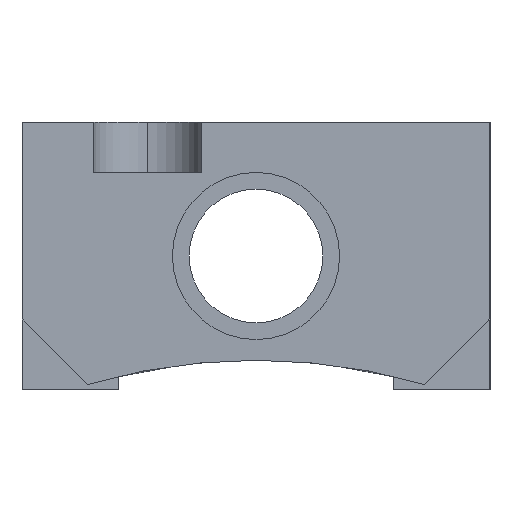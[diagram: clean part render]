
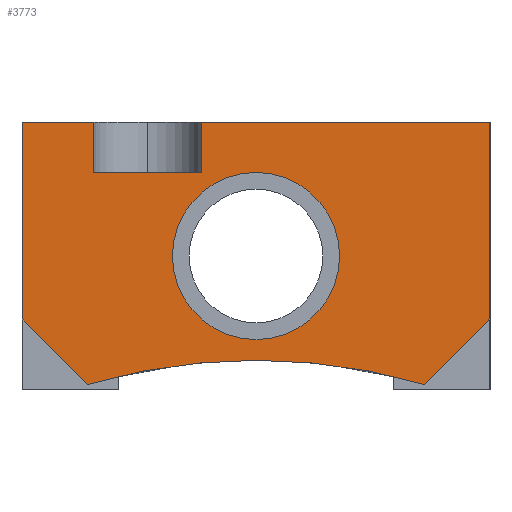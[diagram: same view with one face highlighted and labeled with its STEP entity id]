
A CAD part, left-side view. The second image highlights one B-rep face of the part: STEP entity #3773.
In plain terms, the highlighted planar face has unit normal (-1, 0, 0).
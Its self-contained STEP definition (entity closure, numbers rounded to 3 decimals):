
#1969=CARTESIAN_POINT('POINT85',(-6.906,0.203,0.813));
#1970=VERTEX_POINT('VERTEX85',#1969);
#1971=CARTESIAN_POINT('POINT86',(-6.906,0.609,0.813));
#1972=VERTEX_POINT('VERTEX86',#1971);
#1973=CARTESIAN_POINT('POS104',(-6.906,0.609,0.813));
#1974=DIRECTION('DIR167',(0.,1.,0.));
#1975=VECTOR('VEC41',#1974,1.);
#1976=LINE('STRAIGHT41',#1973,#1975);
#1977=EDGE_CURVE('EDGE111',#1970,#1972,#1976,.T.);
#2042=CARTESIAN_POINT('POINT92',(-6.906,-0.313,0.5));
#2043=VERTEX_POINT('VERTEX92',#2042);
#2050=CARTESIAN_POINT('POINT93',(-6.906,0.313,0.5));
#2051=VERTEX_POINT('VERTEX93',#2050);
#2052=CARTESIAN_POINT('POS113',(-6.906,0.,0.5));
#2053=DIRECTION('DIR179',(-1.,0.,0.));
#2054=DIRECTION('DIR180',(0.,1.,0.));
#2055=AXIS2_PLACEMENT_3D('AXIS67',#2052,#2053,#2054);
#2056=CIRCLE('ELLIPSE35',#2055,0.313);
#2057=EDGE_CURVE('EDGE120',#2043,#2051,#2056,.T.);
#2077=EDGE_CURVE('EDGE122',#2051,#2043,#2056,.T.);
#2710=CARTESIAN_POINT('POINT104',(-6.906,-0.63,
   0.019));
#2711=VERTEX_POINT('VERTEX104',#2710);
#2712=CARTESIAN_POINT('POINT105',(-6.906,-0.875,
   0.264));
#2713=VERTEX_POINT('VERTEX105',#2712);
#2714=CARTESIAN_POINT('POS119',(-6.906,-0.875,
   0.264));
#2715=DIRECTION('DIR187',(0.,-0.707,
   0.707));
#2716=VECTOR('VEC51',#2715,1.);
#2717=LINE('STRAIGHT51',#2714,#2716);
#2718=EDGE_CURVE('EDGE136',#2711,#2713,#2717,.T.);
#2869=CARTESIAN_POINT('POINT112',(-6.906,0.609,1.));
#2870=VERTEX_POINT('VERTEX112',#2869);
#2877=CARTESIAN_POINT('POS133',(-6.906,0.609,0.813));
#2878=DIRECTION('DIR206',(0.,0.,-1.));
#2879=VECTOR('VEC60',#2878,1.);
#2880=LINE('STRAIGHT60',#2877,#2879);
#2881=EDGE_CURVE('EDGE150',#2870,#1972,#2880,.T.);
#2894=CARTESIAN_POINT('POINT113',(-6.906,0.875,
   0.264));
#2895=VERTEX_POINT('VERTEX113',#2894);
#2902=CARTESIAN_POINT('POINT114',(-6.906,0.875,1.));
#2903=VERTEX_POINT('VERTEX114',#2902);
#2904=CARTESIAN_POINT('POS136',(-6.906,0.875,
   0.264));
#2905=DIRECTION('DIR210',(0.,0.,-1.));
#2906=VECTOR('VEC62',#2905,1.);
#2907=LINE('STRAIGHT62',#2904,#2906);
#2908=EDGE_CURVE('EDGE152',#2903,#2895,#2907,.T.);
#3042=CARTESIAN_POINT('POINT120',(-6.906,-0.875,1.));
#3043=VERTEX_POINT('VERTEX120',#3042);
#3050=CARTESIAN_POINT('POS151',(-6.906,-0.875,
   0.264));
#3051=DIRECTION('DIR229',(0.,0.,-1.));
#3052=VECTOR('VEC73',#3051,1.);
#3053=LINE('STRAIGHT73',#3050,#3052);
#3054=EDGE_CURVE('EDGE163',#3043,#2713,#3053,.T.);
#3064=CARTESIAN_POINT('POINT121',(-6.906,0.203,1.));
#3065=VERTEX_POINT('VERTEX121',#3064);
#3074=CARTESIAN_POINT('POS154',(-6.906,0.203,0.813));
#3075=DIRECTION('DIR233',(0.,0.,-1.));
#3076=VECTOR('VEC75',#3075,1.);
#3077=LINE('STRAIGHT75',#3074,#3076);
#3078=EDGE_CURVE('EDGE165',#3065,#1970,#3077,.T.);
#3669=CARTESIAN_POINT('POINT149',(-6.906,0.63,
   0.019));
#3670=VERTEX_POINT('VERTEX149',#3669);
#3671=CARTESIAN_POINT('POS214',(-6.906,0.875,
   0.264));
#3672=DIRECTION('DIR322',(0.,0.707,
   0.707));
#3673=VECTOR('VEC106',#3672,1.);
#3674=LINE('STRAIGHT106',#3671,#3673);
#3675=EDGE_CURVE('EDGE217',#3670,#2895,#3674,.T.);
#3732=ORIENTED_EDGE('COEDGE386',*,*,#2077,.F.);
#3733=ORIENTED_EDGE('COEDGE387',*,*,#2057,.F.);
#3734=EDGE_LOOP('NONE',(#3732,#3733));
#3735=FACE_BOUND('LOOP1',#3734,.T.);
#3736=ORIENTED_EDGE('COEDGE388',*,*,#3675,.F.);
#3737=CARTESIAN_POINT('POINT151',(-6.906,0.,
   0.11));
#3738=VERTEX_POINT('VERTEX151',#3737);
#3739=CARTESIAN_POINT('POS217',(-6.906,0.,-2.125));
#3740=DIRECTION('DIR326',(1.,0.,0.));
#3741=DIRECTION('DIR327',(0.,-0.282,
   0.959));
#3742=AXIS2_PLACEMENT_3D('AXIS110',#3739,#3740,#3741);
#3743=CIRCLE('ELLIPSE50',#3742,2.235);
#3744=EDGE_CURVE('EDGE220',#3670,#3738,#3743,.T.);
#3745=ORIENTED_EDGE('COEDGE389',*,*,#3744,.T.);
#3746=EDGE_CURVE('EDGE221',#3738,#2711,#3743,.T.);
#3747=ORIENTED_EDGE('COEDGE390',*,*,#3746,.T.);
#3748=ORIENTED_EDGE('COEDGE391',*,*,#2718,.T.);
#3749=ORIENTED_EDGE('COEDGE392',*,*,#3054,.F.);
#3750=CARTESIAN_POINT('POS218',(-6.906,0.203,1.));
#3751=DIRECTION('DIR328',(0.,1.,0.));
#3752=VECTOR('VEC108',#3751,1.);
#3753=LINE('STRAIGHT108',#3750,#3752);
#3754=EDGE_CURVE('EDGE222',#3043,#3065,#3753,.T.);
#3755=ORIENTED_EDGE('COEDGE393',*,*,#3754,.T.);
#3756=ORIENTED_EDGE('COEDGE394',*,*,#3078,.T.);
#3757=ORIENTED_EDGE('COEDGE395',*,*,#1977,.T.);
#3758=ORIENTED_EDGE('COEDGE396',*,*,#2881,.F.);
#3759=CARTESIAN_POINT('POS219',(-6.906,0.875,1.));
#3760=DIRECTION('DIR329',(0.,1.,0.));
#3761=VECTOR('VEC109',#3760,1.);
#3762=LINE('STRAIGHT109',#3759,#3761);
#3763=EDGE_CURVE('EDGE223',#2870,#2903,#3762,.T.);
#3764=ORIENTED_EDGE('COEDGE397',*,*,#3763,.T.);
#3765=ORIENTED_EDGE('COEDGE398',*,*,#2908,.T.);
#3766=EDGE_LOOP('NONE',(#3736,#3745,#3747,#3748,#3749,#3755,#3756,#3757,
   #3758,#3764,#3765));
#3767=FACE_BOUND('LOOP1',#3766,.T.);
#3768=CARTESIAN_POINT('POS220',(-6.906,0.875,0.));
#3769=DIRECTION('DIR330',(-1.,0.,0.));
#3770=DIRECTION('DIR331',(0.,1.,0.));
#3771=AXIS2_PLACEMENT_3D('AXIS111',#3768,#3769,#3770);
#3772=PLANE('PLANE34',#3771);
#3773=ADVANCED_FACE('FACE87',(#3735,#3767),#3772,.T.);
